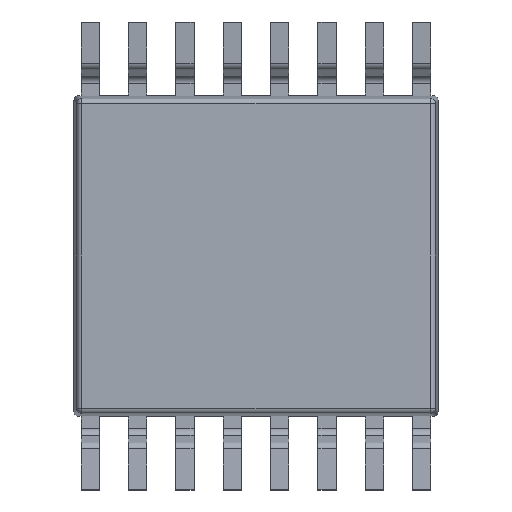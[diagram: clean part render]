
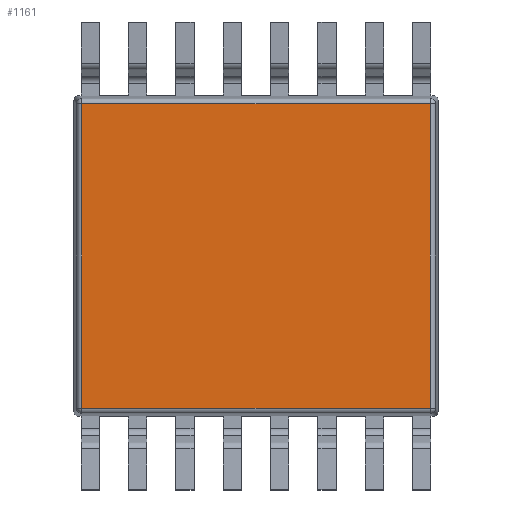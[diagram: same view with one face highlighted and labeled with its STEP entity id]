
A CAD part, front view. The second image highlights one B-rep face of the part: STEP entity #1161.
In plain terms, the highlighted planar face has unit normal (0, -1, 0).
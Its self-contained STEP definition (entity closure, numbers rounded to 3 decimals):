
#1161 = ADVANCED_FACE('',(#1162),#1196,.T.);
#1162 = FACE_BOUND('',#1163,.T.);
#1163 = EDGE_LOOP('',(#1164,#1174,#1182,#1190));
#1164 = ORIENTED_EDGE('',*,*,#1165,.T.);
#1165 = EDGE_CURVE('',#1166,#1168,#1170,.T.);
#1166 = VERTEX_POINT('',#1167);
#1167 = CARTESIAN_POINT('',(-2.388,0.1,2.088));
#1168 = VERTEX_POINT('',#1169);
#1169 = CARTESIAN_POINT('',(-2.388,0.1,-2.088));
#1170 = LINE('',#1171,#1172);
#1171 = CARTESIAN_POINT('',(-2.388,0.1,0.));
#1172 = VECTOR('',#1173,1.);
#1173 = DIRECTION('',(-0.,-0.,-1.));
#1174 = ORIENTED_EDGE('',*,*,#1175,.T.);
#1175 = EDGE_CURVE('',#1168,#1176,#1178,.T.);
#1176 = VERTEX_POINT('',#1177);
#1177 = CARTESIAN_POINT('',(2.388,0.1,-2.088));
#1178 = LINE('',#1179,#1180);
#1179 = CARTESIAN_POINT('',(-0.,0.1,-2.088));
#1180 = VECTOR('',#1181,1.);
#1181 = DIRECTION('',(1.,-0.,-0.));
#1182 = ORIENTED_EDGE('',*,*,#1183,.T.);
#1183 = EDGE_CURVE('',#1176,#1184,#1186,.T.);
#1184 = VERTEX_POINT('',#1185);
#1185 = CARTESIAN_POINT('',(2.388,0.1,2.088));
#1186 = LINE('',#1187,#1188);
#1187 = CARTESIAN_POINT('',(2.388,0.1,0.));
#1188 = VECTOR('',#1189,1.);
#1189 = DIRECTION('',(-0.,-0.,1.));
#1190 = ORIENTED_EDGE('',*,*,#1191,.T.);
#1191 = EDGE_CURVE('',#1184,#1166,#1192,.T.);
#1192 = LINE('',#1193,#1194);
#1193 = CARTESIAN_POINT('',(-0.,0.1,2.088));
#1194 = VECTOR('',#1195,1.);
#1195 = DIRECTION('',(-1.,-0.,-0.));
#1196 = PLANE('',#1197);
#1197 = AXIS2_PLACEMENT_3D('',#1198,#1199,#1200);
#1198 = CARTESIAN_POINT('',(0.,0.1,0.));
#1199 = DIRECTION('',(0.,-1.,0.));
#1200 = DIRECTION('',(0.,-0.,-1.));
